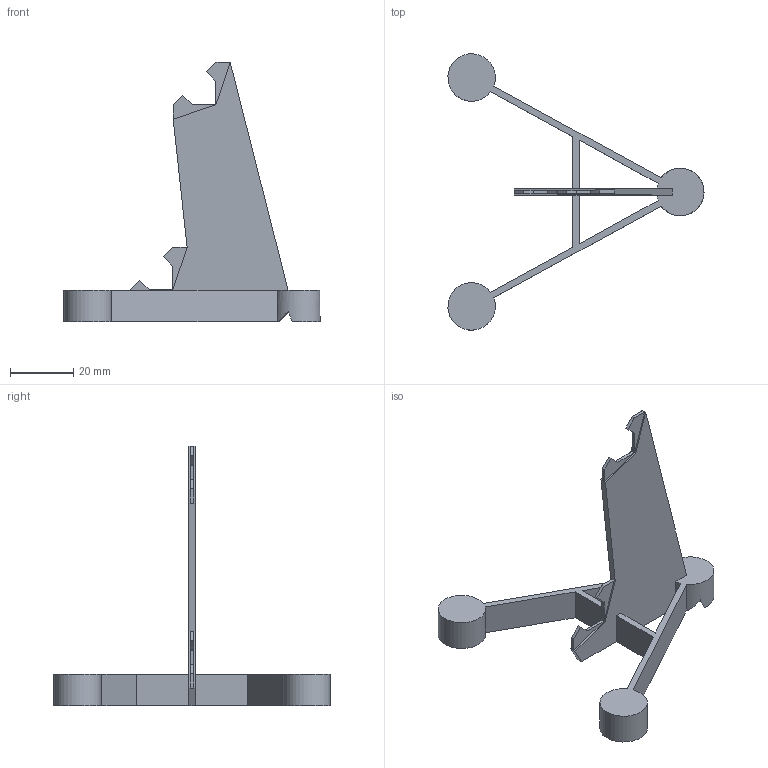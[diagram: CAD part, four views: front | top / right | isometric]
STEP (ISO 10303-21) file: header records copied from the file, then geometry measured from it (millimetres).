
FILE_DESCRIPTION(('Open CASCADE Model'),'2;1');
FILE_NAME('Open CASCADE Shape Model','2025-07-01T09:49:18',('Author'),( 'Open CASCADE'),'Open CASCADE STEP processor 7.7','Open CASCADE 7.7' ,'Unknown');
FILE_SCHEMA(('AUTOMOTIVE_DESIGN { 1 0 10303 214 1 1 1 1 }'));
Length unit declared in the file: millimetre
Products named in the file (1): Open CASCADE STEP translator 7.7 1120
Bounding box: 80.87 x 87.26 x 82.05 mm (x, y, z)
Volume: 12004.3 mm3; surface area: 10947.9 mm2
Topology: 1 solids, 1 shells, 65 faces, 169 edges, 106 vertices
Faces by surface type: plane 57, cylinder 5, revolution 3
Entity records: 6620 total; most frequent: CARTESIAN_POINT 3235, DIRECTION 611, LINE 441, VECTOR 441, ORIENTED_EDGE 338, PCURVE 338, DEFINITIONAL_REPRESENTATION 338, EDGE_CURVE 169
